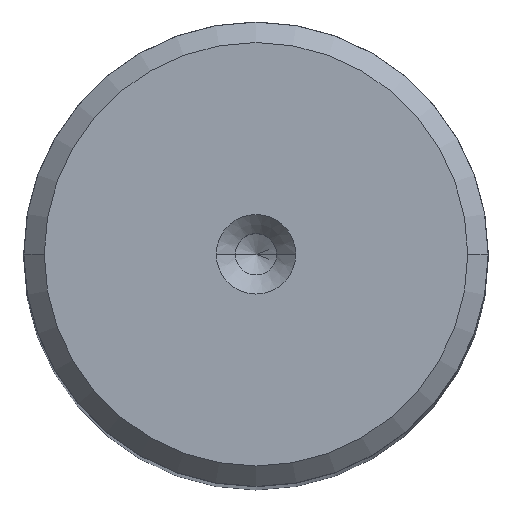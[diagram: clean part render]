
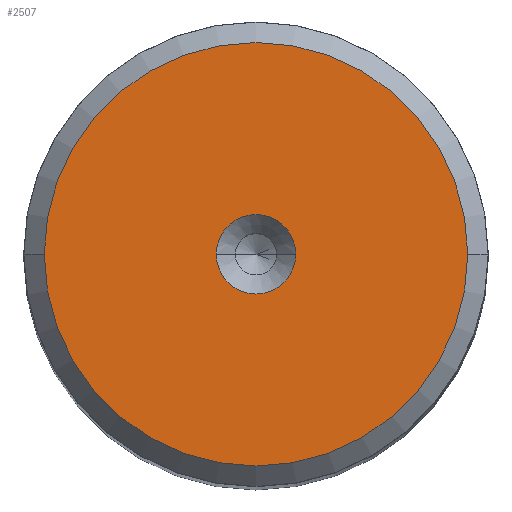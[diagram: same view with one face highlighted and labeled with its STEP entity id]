
A CAD part, top view. The second image highlights one B-rep face of the part: STEP entity #2507.
In plain terms, the highlighted planar face has unit normal (0, 0, 1).
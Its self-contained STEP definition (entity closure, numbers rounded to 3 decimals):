
#18 = ORIENTED_EDGE ( 'NONE', *, *, #888, .F. ) ;
#121 = CARTESIAN_POINT ( 'NONE',  ( 20.514, 0., 190. ) ) ;
#227 = EDGE_CURVE ( 'NONE', #2409, #2794, #2514, .T. ) ;
#245 = DIRECTION ( 'NONE',  ( 1., 0., 0. ) ) ;
#331 = DIRECTION ( 'NONE',  ( 1., 0., 0. ) ) ;
#352 = EDGE_CURVE ( 'NONE', #2211, #2251, #1598, .T. ) ;
#517 = DIRECTION ( 'NONE',  ( 1., 0., 0. ) ) ;
#595 = CIRCLE ( 'NONE', #1374, 20.514 ) ;
#619 = EDGE_LOOP ( 'NONE', ( #18, #2273 ) ) ;
#744 = PLANE ( 'NONE',  #769 ) ;
#763 = ORIENTED_EDGE ( 'NONE', *, *, #2422, .T. ) ;
#769 = AXIS2_PLACEMENT_3D ( 'NONE', #2679, #1779, #517 ) ;
#852 = EDGE_LOOP ( 'NONE', ( #763, #1610 ) ) ;
#858 = CARTESIAN_POINT ( 'NONE',  ( -20.514, 0., 190. ) ) ;
#888 = EDGE_CURVE ( 'NONE', #2251, #2211, #1415, .T. ) ;
#1022 = DIRECTION ( 'NONE',  ( 1., 0., 0. ) ) ;
#1041 = DIRECTION ( 'NONE',  ( 0., 0., 1. ) ) ;
#1148 = DIRECTION ( 'NONE',  ( 0., 0., 1. ) ) ;
#1374 = AXIS2_PLACEMENT_3D ( 'NONE', #2824, #1041, #1022 ) ;
#1415 = CIRCLE ( 'NONE', #1439, 3.85 ) ;
#1439 = AXIS2_PLACEMENT_3D ( 'NONE', #2539, #2346, #331 ) ;
#1545 = CARTESIAN_POINT ( 'NONE',  ( -3.85, 0., 190. ) ) ;
#1546 = AXIS2_PLACEMENT_3D ( 'NONE', #1832, #2501, #245 ) ;
#1598 = CIRCLE ( 'NONE', #1864, 3.85 ) ;
#1610 = ORIENTED_EDGE ( 'NONE', *, *, #227, .T. ) ;
#1611 = CARTESIAN_POINT ( 'NONE',  ( 0., 0., 190. ) ) ;
#1616 = FACE_OUTER_BOUND ( 'NONE', #852, .T. ) ;
#1738 = CARTESIAN_POINT ( 'NONE',  ( 3.85, 0., 190. ) ) ;
#1779 = DIRECTION ( 'NONE',  ( 0., 0., 1. ) ) ;
#1832 = CARTESIAN_POINT ( 'NONE',  ( 0., 0., 190. ) ) ;
#1864 = AXIS2_PLACEMENT_3D ( 'NONE', #1611, #1148, #2726 ) ;
#2211 = VERTEX_POINT ( 'NONE', #1545 ) ;
#2251 = VERTEX_POINT ( 'NONE', #1738 ) ;
#2273 = ORIENTED_EDGE ( 'NONE', *, *, #352, .F. ) ;
#2346 = DIRECTION ( 'NONE',  ( 0., 0., 1. ) ) ;
#2409 = VERTEX_POINT ( 'NONE', #121 ) ;
#2422 = EDGE_CURVE ( 'NONE', #2794, #2409, #595, .T. ) ;
#2460 = FACE_BOUND ( 'NONE', #619, .T. ) ;
#2501 = DIRECTION ( 'NONE',  ( 0., 0., 1. ) ) ;
#2507 = ADVANCED_FACE ( 'NONE', ( #2460, #1616 ), #744, .T. ) ;
#2514 = CIRCLE ( 'NONE', #1546, 20.514 ) ;
#2539 = CARTESIAN_POINT ( 'NONE',  ( 0., 0., 190. ) ) ;
#2679 = CARTESIAN_POINT ( 'NONE',  ( 0., 0., 190. ) ) ;
#2726 = DIRECTION ( 'NONE',  ( 1., 0., 0. ) ) ;
#2794 = VERTEX_POINT ( 'NONE', #858 ) ;
#2824 = CARTESIAN_POINT ( 'NONE',  ( 0., 0., 190. ) ) ;
